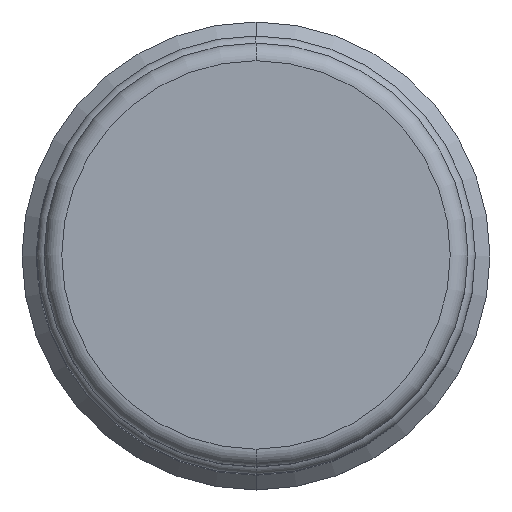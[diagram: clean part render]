
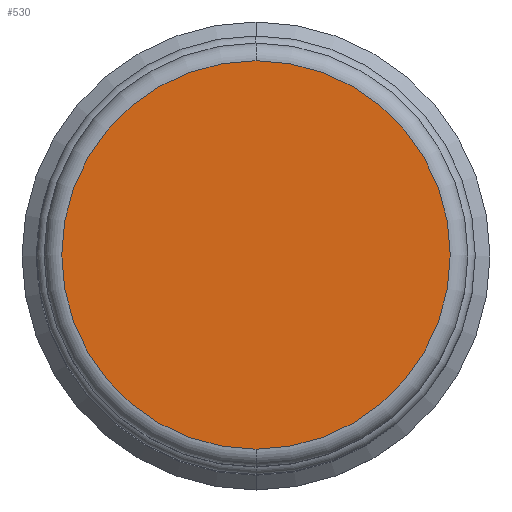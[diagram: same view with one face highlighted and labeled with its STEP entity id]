
A CAD part, top view. The second image highlights one B-rep face of the part: STEP entity #530.
In plain terms, the highlighted planar face has unit normal (0, 0, 1).
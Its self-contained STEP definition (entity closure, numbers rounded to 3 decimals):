
#271=CARTESIAN_POINT('',(0.,0.,5.));
#272=DIRECTION('',(0.,0.,-1.));
#273=DIRECTION('',(0.,1.,0.));
#274=AXIS2_PLACEMENT_3D('',#271,#272,#273);
#279=CARTESIAN_POINT('',(0.,0.,5.));
#280=DIRECTION('',(0.,0.,-1.));
#281=DIRECTION('',(0.,-1.,0.));
#282=AXIS2_PLACEMENT_3D('',#279,#280,#281);
#307=CARTESIAN_POINT('',(0.,-6.6,5.));
#308=VERTEX_POINT('',#307);
#309=CARTESIAN_POINT('',(0.,6.6,5.));
#310=VERTEX_POINT('',#309);
#521=CARTESIAN_POINT('',(0.,0.,5.));
#522=DIRECTION('',(0.,0.,-1.));
#523=DIRECTION('',(0.,-1.,0.));
#524=AXIS2_PLACEMENT_3D('',#521,#522,#523);
#525=PLANE('',#524);
#526=ORIENTED_EDGE('',*,*,#486,.T.);
#527=ORIENTED_EDGE('',*,*,#509,.T.);
#528=EDGE_LOOP('',(#526,#527));
#529=FACE_OUTER_BOUND('',#528,.F.);
#275=CIRCLE('',#274,6.6);
#283=CIRCLE('',#282,6.6);
#486=EDGE_CURVE('',#310,#308,#275,.T.);
#509=EDGE_CURVE('',#308,#310,#283,.T.);
#530=ADVANCED_FACE('',(#529),#525,.F.);
